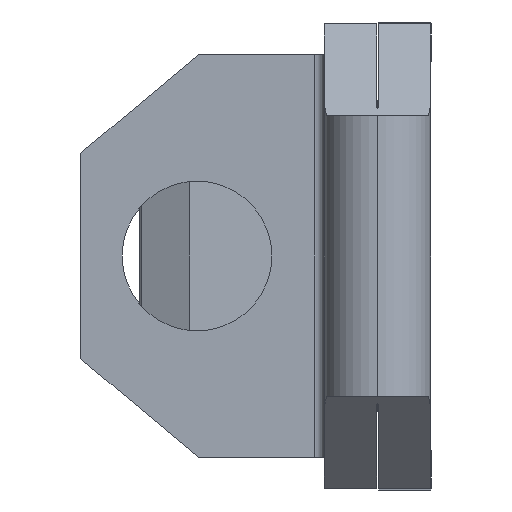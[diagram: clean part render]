
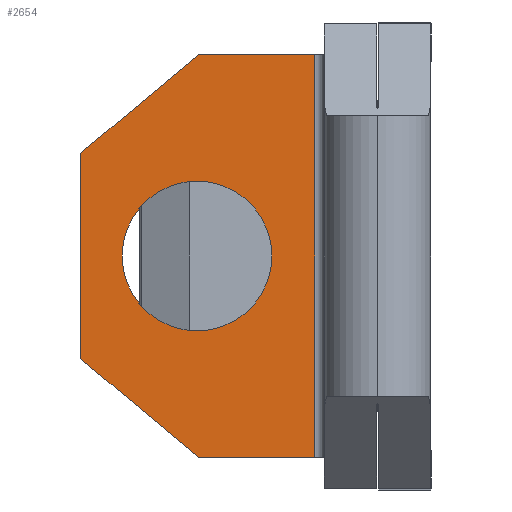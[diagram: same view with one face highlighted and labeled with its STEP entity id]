
A CAD part, left-side view. The second image highlights one B-rep face of the part: STEP entity #2654.
In plain terms, the highlighted planar face has unit normal (-1, 0, 0).
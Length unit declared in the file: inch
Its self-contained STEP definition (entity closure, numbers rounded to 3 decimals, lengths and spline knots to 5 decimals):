
#106 = LINE ( 'NONE', #850, #1535 ) ;
#180 = AXIS2_PLACEMENT_3D ( 'NONE', #3838, #1996, #183 ) ;
#183 = DIRECTION ( 'NONE',  ( 0., 1., 0. ) ) ;
#310 = DIRECTION ( 'NONE',  ( 0., -1., 0. ) ) ;
#314 = CARTESIAN_POINT ( 'NONE',  ( 0.7065, 0.09593, -0.1075 ) ) ;
#332 = CARTESIAN_POINT ( 'NONE',  ( 0.7065, 0.1585, -0.055 ) ) ;
#399 = VECTOR ( 'NONE', #3365, 39.37008 ) ;
#405 = VECTOR ( 'NONE', #1589, 39.37008 ) ;
#543 = VERTEX_POINT ( 'NONE', #3635 ) ;
#786 = EDGE_CURVE ( 'NONE', #2211, #832, #1215, .T. ) ;
#832 = VERTEX_POINT ( 'NONE', #332 ) ;
#850 = CARTESIAN_POINT ( 'NONE',  ( 0.7065, 0.1585, 0.055 ) ) ;
#1020 = DIRECTION ( 'NONE',  ( 0., 1., 0. ) ) ;
#1028 = FACE_BOUND ( 'NONE', #2334, .T. ) ;
#1033 = EDGE_CURVE ( 'NONE', #3266, #543, #1372, .T. ) ;
#1046 = DIRECTION ( 'NONE',  ( 1., 0., 0. ) ) ;
#1065 = CARTESIAN_POINT ( 'NONE',  ( 0.7065, 0.0335, 0.124 ) ) ;
#1180 = DIRECTION ( 'NONE',  ( 0., 0.766, -0.643 ) ) ;
#1215 = LINE ( 'NONE', #2429, #399 ) ;
#1222 = FACE_OUTER_BOUND ( 'NONE', #3577, .T. ) ;
#1243 = VERTEX_POINT ( 'NONE', #3205 ) ;
#1287 = CARTESIAN_POINT ( 'NONE',  ( 0.7065, 0.1585, -0.055 ) ) ;
#1327 = ORIENTED_EDGE ( 'NONE', *, *, #3581, .T. ) ;
#1372 = LINE ( 'NONE', #1065, #2895 ) ;
#1526 = ORIENTED_EDGE ( 'NONE', *, *, #1750, .T. ) ;
#1535 = VECTOR ( 'NONE', #1180, 39.37008 ) ;
#1553 = DIRECTION ( 'NONE',  ( 0., 1., 0. ) ) ;
#1589 = DIRECTION ( 'NONE',  ( 0., -0.766, -0.643 ) ) ;
#1750 = EDGE_CURVE ( 'NONE', #3280, #1243, #3373, .T. ) ;
#1753 = ORIENTED_EDGE ( 'NONE', *, *, #3310, .T. ) ;
#1853 = ORIENTED_EDGE ( 'NONE', *, *, #3893, .T. ) ;
#1861 = AXIS2_PLACEMENT_3D ( 'NONE', #1918, #2838, #1020 ) ;
#1912 = EDGE_CURVE ( 'NONE', #2994, #543, #1975, .T. ) ;
#1918 = CARTESIAN_POINT ( 'NONE',  ( 0.7065, 0.1585, 0.124 ) ) ;
#1975 = LINE ( 'NONE', #2118, #2599 ) ;
#1996 = DIRECTION ( 'NONE',  ( 1., 0., 0. ) ) ;
#2034 = ORIENTED_EDGE ( 'NONE', *, *, #786, .T. ) ;
#2106 = LINE ( 'NONE', #1287, #405 ) ;
#2118 = CARTESIAN_POINT ( 'NONE',  ( 0.7065, 0.1585, -0.1075 ) ) ;
#2163 = VERTEX_POINT ( 'NONE', #3550 ) ;
#2210 = PLANE ( 'NONE',  #1861 ) ;
#2211 = VERTEX_POINT ( 'NONE', #2644 ) ;
#2334 = EDGE_LOOP ( 'NONE', ( #1753, #1526 ) ) ;
#2429 = CARTESIAN_POINT ( 'NONE',  ( 0.7065, 0.1585, 0.124 ) ) ;
#2433 = ORIENTED_EDGE ( 'NONE', *, *, #1033, .F. ) ;
#2555 = CARTESIAN_POINT ( 'NONE',  ( 0.7065, 0.0565, 0. ) ) ;
#2577 = DIRECTION ( 'NONE',  ( 0., 0., -1. ) ) ;
#2590 = CIRCLE ( 'NONE', #2725, 0.04 ) ;
#2599 = VECTOR ( 'NONE', #310, 39.37008 ) ;
#2611 = EDGE_CURVE ( 'NONE', #832, #2994, #2106, .T. ) ;
#2644 = CARTESIAN_POINT ( 'NONE',  ( 0.7065, 0.1585, 0.055 ) ) ;
#2654 = ADVANCED_FACE ( 'NONE', ( #1028, #1222 ), #2210, .F. ) ;
#2725 = AXIS2_PLACEMENT_3D ( 'NONE', #2865, #1046, #3172 ) ;
#2829 = ORIENTED_EDGE ( 'NONE', *, *, #1912, .T. ) ;
#2838 = DIRECTION ( 'NONE',  ( 1., 0., 0. ) ) ;
#2865 = CARTESIAN_POINT ( 'NONE',  ( 0.7065, 0.0965, 0. ) ) ;
#2895 = VECTOR ( 'NONE', #2577, 39.37008 ) ;
#2994 = VERTEX_POINT ( 'NONE', #314 ) ;
#3088 = CARTESIAN_POINT ( 'NONE',  ( 0.7065, 0.1585, 0.1075 ) ) ;
#3138 = LINE ( 'NONE', #3088, #3869 ) ;
#3172 = DIRECTION ( 'NONE',  ( 0., 1., 0. ) ) ;
#3205 = CARTESIAN_POINT ( 'NONE',  ( 0.7065, 0.1365, 0. ) ) ;
#3266 = VERTEX_POINT ( 'NONE', #3787 ) ;
#3280 = VERTEX_POINT ( 'NONE', #2555 ) ;
#3310 = EDGE_CURVE ( 'NONE', #1243, #3280, #2590, .T. ) ;
#3365 = DIRECTION ( 'NONE',  ( 0., 0., -1. ) ) ;
#3373 = CIRCLE ( 'NONE', #180, 0.04 ) ;
#3482 = ORIENTED_EDGE ( 'NONE', *, *, #2611, .T. ) ;
#3550 = CARTESIAN_POINT ( 'NONE',  ( 0.7065, 0.09593, 0.1075 ) ) ;
#3577 = EDGE_LOOP ( 'NONE', ( #2034, #3482, #2829, #2433, #1853, #1327 ) ) ;
#3581 = EDGE_CURVE ( 'NONE', #2163, #2211, #106, .T. ) ;
#3635 = CARTESIAN_POINT ( 'NONE',  ( 0.7065, 0.0335, -0.1075 ) ) ;
#3787 = CARTESIAN_POINT ( 'NONE',  ( 0.7065, 0.0335, 0.1075 ) ) ;
#3838 = CARTESIAN_POINT ( 'NONE',  ( 0.7065, 0.0965, 0. ) ) ;
#3869 = VECTOR ( 'NONE', #1553, 39.37008 ) ;
#3893 = EDGE_CURVE ( 'NONE', #3266, #2163, #3138, .T. ) ;
